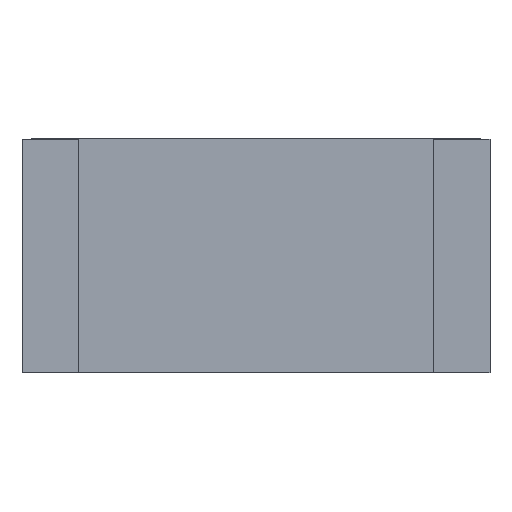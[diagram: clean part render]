
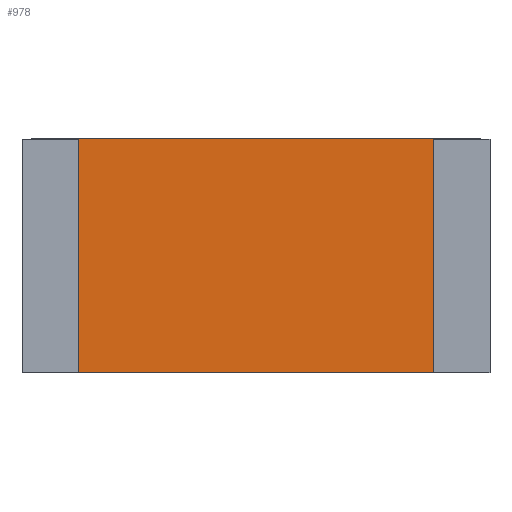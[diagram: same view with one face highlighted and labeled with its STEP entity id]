
A CAD part, front view. The second image highlights one B-rep face of the part: STEP entity #978.
In plain terms, the highlighted planar face has unit normal (0, -1, 0).
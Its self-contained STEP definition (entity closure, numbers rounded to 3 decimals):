
#43 = VECTOR ( 'NONE', #3070, 1000. ) ;
#127 = VECTOR ( 'NONE', #4412, 1000. ) ;
#135 = CARTESIAN_POINT ( 'NONE',  ( -2.4, 0.1, 1.25 ) ) ;
#165 = VERTEX_POINT ( 'NONE', #2181 ) ;
#198 = EDGE_CURVE ( 'NONE', #3767, #2267, #794, .T. ) ;
#208 = CARTESIAN_POINT ( 'NONE',  ( 1.9, 0.1, 1.25 ) ) ;
#244 = CARTESIAN_POINT ( 'NONE',  ( -2.4, 0.1, 1.25 ) ) ;
#270 = VECTOR ( 'NONE', #2301, 1000. ) ;
#343 = VERTEX_POINT ( 'NONE', #3740 ) ;
#464 = CARTESIAN_POINT ( 'NONE',  ( 2.4, 0.1, 1.25 ) ) ;
#481 = CARTESIAN_POINT ( 'NONE',  ( -1.9, 0.1, 1.25 ) ) ;
#739 = VERTEX_POINT ( 'NONE', #3844 ) ;
#794 = LINE ( 'NONE', #2884, #1432 ) ;
#812 = DIRECTION ( 'NONE',  ( 0., 0., -1. ) ) ;
#850 = EDGE_CURVE ( 'NONE', #2267, #739, #4001, .T. ) ;
#869 = VERTEX_POINT ( 'NONE', #1113 ) ;
#882 = PLANE ( 'NONE',  #2684 ) ;
#899 = CARTESIAN_POINT ( 'NONE',  ( -1.9, 0.1, 1.25 ) ) ;
#932 = FACE_OUTER_BOUND ( 'NONE', #947, .T. ) ;
#947 = EDGE_LOOP ( 'NONE', ( #2971, #2992, #2667, #1153, #3314, #4196, #3631, #4048, #1482, #3460, #4027, #2471 ) ) ;
#978 = ADVANCED_FACE ( 'NONE', ( #932 ), #882, .F. ) ;
#1023 = DIRECTION ( 'NONE',  ( 0., 0., -1. ) ) ;
#1113 = CARTESIAN_POINT ( 'NONE',  ( 1.9, 0.1, -1.25 ) ) ;
#1134 = DIRECTION ( 'NONE',  ( 0., 0., -1. ) ) ;
#1153 = ORIENTED_EDGE ( 'NONE', *, *, #198, .F. ) ;
#1181 = CARTESIAN_POINT ( 'NONE',  ( -1.9, 0.1, 1.25 ) ) ;
#1183 = CARTESIAN_POINT ( 'NONE',  ( 2.4, 0.1, 1.25 ) ) ;
#1252 = DIRECTION ( 'NONE',  ( 0., 0., -1. ) ) ;
#1380 = EDGE_CURVE ( 'NONE', #1716, #869, #1769, .T. ) ;
#1394 = VECTOR ( 'NONE', #3307, 1000. ) ;
#1423 = DIRECTION ( 'NONE',  ( 0., 0., -1. ) ) ;
#1432 = VECTOR ( 'NONE', #4293, 1000. ) ;
#1482 = ORIENTED_EDGE ( 'NONE', *, *, #3021, .T. ) ;
#1582 = VECTOR ( 'NONE', #3926, 1000. ) ;
#1646 = LINE ( 'NONE', #208, #3803 ) ;
#1654 = CARTESIAN_POINT ( 'NONE',  ( -2.4, 0.1, -1.25 ) ) ;
#1716 = VERTEX_POINT ( 'NONE', #1874 ) ;
#1769 = LINE ( 'NONE', #2503, #2543 ) ;
#1874 = CARTESIAN_POINT ( 'NONE',  ( 1.9, 0.1, 1.25 ) ) ;
#1946 = VERTEX_POINT ( 'NONE', #244 ) ;
#2010 = CARTESIAN_POINT ( 'NONE',  ( -2.4, 0.1, 1.25 ) ) ;
#2023 = LINE ( 'NONE', #2296, #127 ) ;
#2146 = EDGE_CURVE ( 'NONE', #2570, #1946, #4391, .T. ) ;
#2181 = CARTESIAN_POINT ( 'NONE',  ( -2.4, 0.1, -1.25 ) ) ;
#2231 = EDGE_CURVE ( 'NONE', #3259, #3999, #3150, .T. ) ;
#2267 = VERTEX_POINT ( 'NONE', #464 ) ;
#2296 = CARTESIAN_POINT ( 'NONE',  ( -1.9, 0.1, -1.25 ) ) ;
#2301 = DIRECTION ( 'NONE',  ( -1., 0., 0. ) ) ;
#2369 = CARTESIAN_POINT ( 'NONE',  ( -2.4, 0.1, 1.25 ) ) ;
#2378 = DIRECTION ( 'NONE',  ( 0., 1., 0. ) ) ;
#2382 = EDGE_CURVE ( 'NONE', #739, #1716, #1646, .T. ) ;
#2471 = ORIENTED_EDGE ( 'NONE', *, *, #2989, .T. ) ;
#2503 = CARTESIAN_POINT ( 'NONE',  ( 1.9, 0.1, 1.25 ) ) ;
#2543 = VECTOR ( 'NONE', #1423, 1000. ) ;
#2570 = VERTEX_POINT ( 'NONE', #1181 ) ;
#2667 = ORIENTED_EDGE ( 'NONE', *, *, #850, .F. ) ;
#2684 = AXIS2_PLACEMENT_3D ( 'NONE', #3769, #2378, #2966 ) ;
#2730 = LINE ( 'NONE', #1654, #43 ) ;
#2746 = EDGE_CURVE ( 'NONE', #343, #3999, #2730, .T. ) ;
#2810 = CARTESIAN_POINT ( 'NONE',  ( 2.4, 0.1, 1.25 ) ) ;
#2884 = CARTESIAN_POINT ( 'NONE',  ( -2.4, 0.1, 1.25 ) ) ;
#2902 = LINE ( 'NONE', #3284, #1394 ) ;
#2926 = VECTOR ( 'NONE', #1023, 1000. ) ;
#2966 = DIRECTION ( 'NONE',  ( 0., 0., 1. ) ) ;
#2971 = ORIENTED_EDGE ( 'NONE', *, *, #1380, .F. ) ;
#2989 = EDGE_CURVE ( 'NONE', #3259, #869, #2902, .T. ) ;
#2992 = ORIENTED_EDGE ( 'NONE', *, *, #2382, .F. ) ;
#3020 = DIRECTION ( 'NONE',  ( -1., 0., 0. ) ) ;
#3021 = EDGE_CURVE ( 'NONE', #165, #343, #3239, .T. ) ;
#3070 = DIRECTION ( 'NONE',  ( 1., 0., 0. ) ) ;
#3130 = VECTOR ( 'NONE', #1134, 1000. ) ;
#3150 = LINE ( 'NONE', #2810, #3130 ) ;
#3239 = LINE ( 'NONE', #135, #3277 ) ;
#3259 = VERTEX_POINT ( 'NONE', #3827 ) ;
#3277 = VECTOR ( 'NONE', #812, 1000. ) ;
#3284 = CARTESIAN_POINT ( 'NONE',  ( 1.9, 0.1, -1.25 ) ) ;
#3307 = DIRECTION ( 'NONE',  ( -1., 0., 0. ) ) ;
#3314 = ORIENTED_EDGE ( 'NONE', *, *, #4058, .T. ) ;
#3341 = LINE ( 'NONE', #481, #3363 ) ;
#3363 = VECTOR ( 'NONE', #1252, 1000. ) ;
#3397 = VERTEX_POINT ( 'NONE', #4321 ) ;
#3460 = ORIENTED_EDGE ( 'NONE', *, *, #2746, .T. ) ;
#3631 = ORIENTED_EDGE ( 'NONE', *, *, #4000, .T. ) ;
#3740 = CARTESIAN_POINT ( 'NONE',  ( -2.4, 0.1, -1.25 ) ) ;
#3767 = VERTEX_POINT ( 'NONE', #2369 ) ;
#3769 = CARTESIAN_POINT ( 'NONE',  ( -2.4, 0.1, 1.25 ) ) ;
#3789 = LINE ( 'NONE', #2010, #2926 ) ;
#3800 = EDGE_CURVE ( 'NONE', #3397, #165, #2023, .T. ) ;
#3803 = VECTOR ( 'NONE', #3020, 1000. ) ;
#3827 = CARTESIAN_POINT ( 'NONE',  ( 2.4, 0.1, -1.25 ) ) ;
#3844 = CARTESIAN_POINT ( 'NONE',  ( 2.4, 0.1, 1.25 ) ) ;
#3926 = DIRECTION ( 'NONE',  ( 0., 0., -1. ) ) ;
#3999 = VERTEX_POINT ( 'NONE', #4374 ) ;
#4000 = EDGE_CURVE ( 'NONE', #2570, #3397, #3341, .T. ) ;
#4001 = LINE ( 'NONE', #1183, #1582 ) ;
#4027 = ORIENTED_EDGE ( 'NONE', *, *, #2231, .F. ) ;
#4048 = ORIENTED_EDGE ( 'NONE', *, *, #3800, .T. ) ;
#4058 = EDGE_CURVE ( 'NONE', #3767, #1946, #3789, .T. ) ;
#4196 = ORIENTED_EDGE ( 'NONE', *, *, #2146, .F. ) ;
#4293 = DIRECTION ( 'NONE',  ( 1., 0., 0. ) ) ;
#4321 = CARTESIAN_POINT ( 'NONE',  ( -1.9, 0.1, -1.25 ) ) ;
#4374 = CARTESIAN_POINT ( 'NONE',  ( 2.4, 0.1, -1.25 ) ) ;
#4391 = LINE ( 'NONE', #899, #270 ) ;
#4412 = DIRECTION ( 'NONE',  ( -1., 0., 0. ) ) ;
